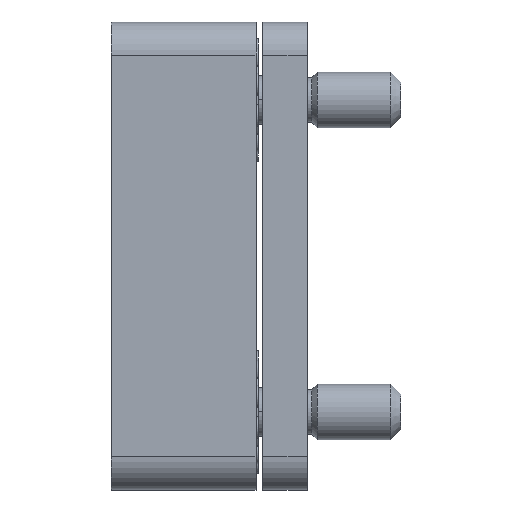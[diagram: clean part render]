
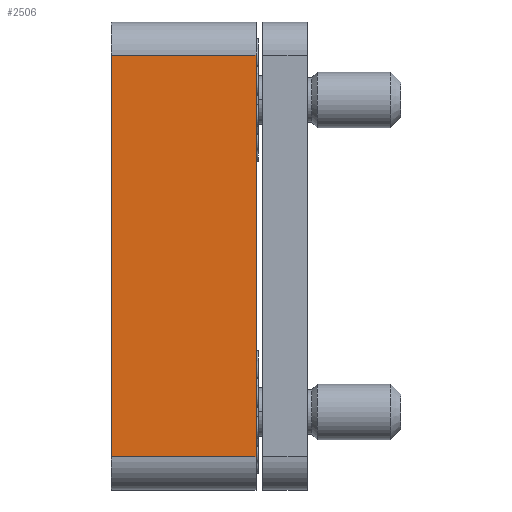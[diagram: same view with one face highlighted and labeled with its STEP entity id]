
A CAD part, left-side view. The second image highlights one B-rep face of the part: STEP entity #2506.
In plain terms, the highlighted planar face has unit normal (-1, 0, 0).
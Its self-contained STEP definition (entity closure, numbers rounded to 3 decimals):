
#155 = DIRECTION ( 'NONE',  ( 0., -1., 0. ) ) ;
#279 = FACE_OUTER_BOUND ( 'NONE', #870, .T. ) ;
#601 = CARTESIAN_POINT ( 'NONE',  ( -5.75, 0., 9. ) ) ;
#740 = ORIENTED_EDGE ( 'NONE', *, *, #5920, .F. ) ;
#870 = EDGE_LOOP ( 'NONE', ( #3766, #4331, #740, #3858 ) ) ;
#1146 = CARTESIAN_POINT ( 'NONE',  ( -5.75, 6.5, -9. ) ) ;
#1202 = EDGE_CURVE ( 'Defeature ausgef�hrt2_3+Defeature ausgef�hrt2_8+Defeature ausgef�hrt2_6+Defeature ausgef�hrt2_5', #2782, #1878, #7482, .T. ) ;
#1277 = DIRECTION ( 'NONE',  ( 0., 1., 0. ) ) ;
#1408 = DIRECTION ( 'NONE',  ( 0., 0., 1. ) ) ;
#1432 = CARTESIAN_POINT ( 'NONE',  ( -5.75, 6.5, 10.5 ) ) ;
#1442 = CARTESIAN_POINT ( 'NONE',  ( -5.75, 0., 10.5 ) ) ;
#1473 = CARTESIAN_POINT ( 'NONE',  ( -5.75, 0., -9. ) ) ;
#1820 = LINE ( 'NONE', #1146, #5493 ) ;
#1878 = VERTEX_POINT ( 'NONE', #6065 ) ;
#1924 = DIRECTION ( 'NONE',  ( 0., 0., 1. ) ) ;
#2061 = DIRECTION ( 'NONE',  ( 1., 0., 0. ) ) ;
#2130 = LINE ( 'NONE', #1442, #7167 ) ;
#2506 = ADVANCED_FACE ( 'Defeature ausgef�hrt2_3', ( #279 ), #4560, .F. ) ;
#2782 = VERTEX_POINT ( 'NONE', #601 ) ;
#3232 = CARTESIAN_POINT ( 'NONE',  ( -5.75, 6.5, 10.5 ) ) ;
#3766 = ORIENTED_EDGE ( 'NONE', *, *, #5453, .T. ) ;
#3858 = ORIENTED_EDGE ( 'NONE', *, *, #7483, .T. ) ;
#4331 = ORIENTED_EDGE ( 'NONE', *, *, #1202, .T. ) ;
#4560 = PLANE ( 'NONE',  #5703 ) ;
#4743 = VERTEX_POINT ( 'NONE', #1473 ) ;
#5453 = EDGE_CURVE ( 'Defeature ausgef�hrt2_3+Defeature ausgef�hrt2_6+Defeature ausgef�hrt2_10+Defeature ausgef�hrt2_8', #4743, #2782, #2130, .T. ) ;
#5493 = VECTOR ( 'NONE', #7957, 1000. ) ;
#5677 = VERTEX_POINT ( 'NONE', #5884 ) ;
#5703 = AXIS2_PLACEMENT_3D ( 'NONE', #3232, #2061, #155 ) ;
#5884 = CARTESIAN_POINT ( 'NONE',  ( -5.75, 6.5, -9. ) ) ;
#5920 = EDGE_CURVE ( 'Defeature ausgef�hrt2_5+Defeature ausgef�hrt2_3+Defeature ausgef�hrt2_10+Defeature ausgef�hrt2_8', #5677, #1878, #6242, .T. ) ;
#6065 = CARTESIAN_POINT ( 'NONE',  ( -5.75, 6.5, 9. ) ) ;
#6242 = LINE ( 'NONE', #1432, #7944 ) ;
#7167 = VECTOR ( 'NONE', #1408, 1000. ) ;
#7482 = LINE ( 'NONE', #7979, #7718 ) ;
#7483 = EDGE_CURVE ( 'Defeature ausgef�hrt2_3+Defeature ausgef�hrt2_10+Defeature ausgef�hrt2_5+Defeature ausgef�hrt2_6', #5677, #4743, #1820, .T. ) ;
#7718 = VECTOR ( 'NONE', #1277, 1000. ) ;
#7944 = VECTOR ( 'NONE', #1924, 1000. ) ;
#7957 = DIRECTION ( 'NONE',  ( 0., -1., 0. ) ) ;
#7979 = CARTESIAN_POINT ( 'NONE',  ( -5.75, 6.5, 9. ) ) ;
